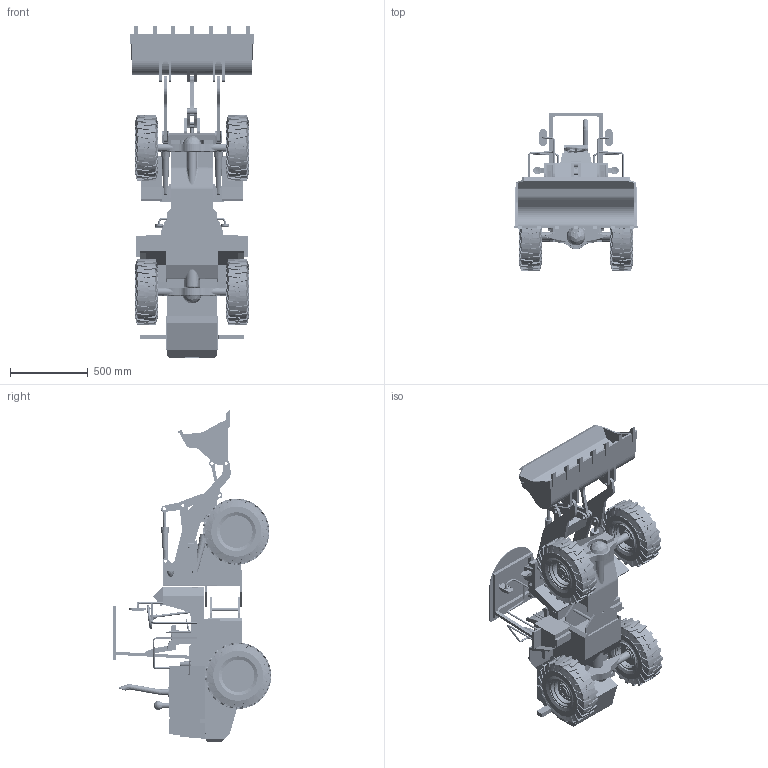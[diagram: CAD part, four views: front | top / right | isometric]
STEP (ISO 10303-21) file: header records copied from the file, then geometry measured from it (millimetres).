
FILE_DESCRIPTION (( 'STEP AP214' ), '1' );
FILE_NAME ('bulldozer.STEP', '2024-08-10T02:10:15', ( '' ), ( '' ), '' );
FILE_SCHEMA (( 'AUTOMOTIVE_DESIGN' ));
Length unit declared in the file: millimetre
Products named in the file (16): pitch_del_cilindro; pitch_arm; arm; pitch_link; damping; bulldozer; tire; pala; lifting_hydraulic_rod; body_central; body; nave; suspension; eje; lifting_hydraulic_cylinder; hydraulic_rod
Assembly tree (21 placements, depth 3):
  bulldozer
    body
    body_central
    damping  x2
    suspension  x2
      eje
      nave
      tire
    arm
    lifting_hydraulic_cylinder  x2
    lifting_hydraulic_rod  x2
    pala
    pitch_del_cilindro
    hydraulic_rod
    pitch_arm
    pitch_link
Bounding box: 797.5 x 1017.35 x 2130.72 mm (x, y, z)
Volume: 1311971189.8 mm3; surface area: 63416129.5 mm2
Topology: 195 solids, 195 shells, 7659 faces, 18661 edges, 11750 vertices
Faces by surface type: cylinder 3381, plane 2457, bspline 954, cone 867
Entity records: 165259 total; most frequent: CARTESIAN_POINT 49939, ORIENTED_EDGE 16790, DIRECTION 15360, EDGE_CURVE 8395, VERTEX_POINT 5353, AXIS2_PLACEMENT_3D 5323, LINE 4714, VECTOR 4714
